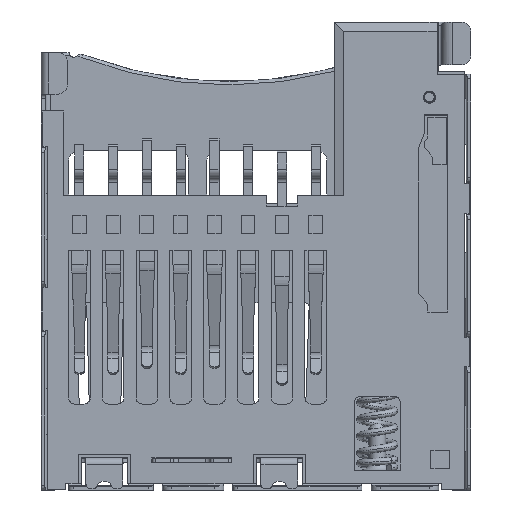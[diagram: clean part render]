
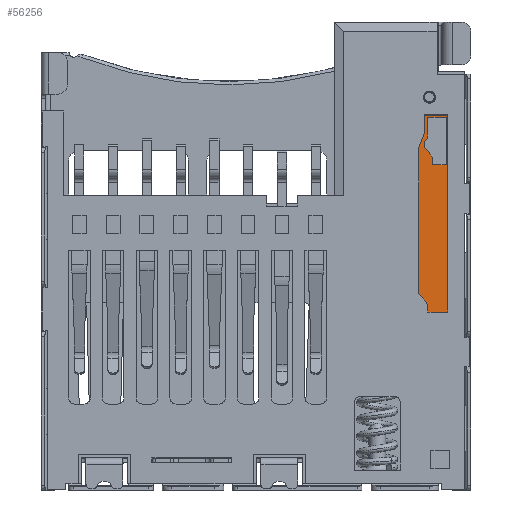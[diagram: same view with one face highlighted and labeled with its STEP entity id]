
A CAD part, front view. The second image highlights one B-rep face of the part: STEP entity #56256.
In plain terms, the highlighted planar face has unit normal (0, -1, 0).
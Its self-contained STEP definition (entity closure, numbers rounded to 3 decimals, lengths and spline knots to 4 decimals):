
#53497=CARTESIAN_POINT('',(6.5,0.,-0.92));
#53498=DIRECTION('',(0.,1.,0.));
#53499=DIRECTION('',(1.,0.,0.));
#53500=AXIS2_PLACEMENT_3D('',#53497,#53498,#53499);
#53505=DIRECTION('',(-1.,0.,0.));
#53506=VECTOR('',#53505,2.15);
#53507=CARTESIAN_POINT('',(6.5,0.,-1.12));
#53508=LINE('',#53507,#53506);
#53512=DIRECTION('',(-0.939,0.,-0.343));
#53513=VECTOR('',#53512,1.5438);
#53514=CARTESIAN_POINT('',(4.35,0.,-1.12));
#53515=LINE('',#53514,#53513);
#53519=DIRECTION('',(-1.,0.,0.));
#53520=VECTOR('',#53519,1.25);
#53521=CARTESIAN_POINT('',(2.9,0.,-1.65));
#53522=LINE('',#53521,#53520);
#53526=DIRECTION('',(-0.707,0.,0.707));
#53527=VECTOR('',#53526,0.8485);
#53528=CARTESIAN_POINT('',(1.45,0.,-3.25));
#53529=LINE('',#53528,#53527);
#53533=DIRECTION('',(0.,0.,1.));
#53534=VECTOR('',#53533,1.65);
#53535=CARTESIAN_POINT('',(0.,0.,-1.65));
#53536=LINE('',#53535,#53534);
#53540=DIRECTION('',(1.,0.,0.));
#53541=VECTOR('',#53540,3.85);
#53542=CARTESIAN_POINT('',(0.,0.,0.));
#53543=LINE('',#53542,#53541);
#53547=DIRECTION('',(0.972,0.,-0.233));
#53548=VECTOR('',#53547,0.5142);
#53549=CARTESIAN_POINT('',(3.85,0.,0.));
#53550=LINE('',#53549,#53548);
#53554=DIRECTION('',(1.,0.,0.));
#53555=VECTOR('',#53554,2.15);
#53556=CARTESIAN_POINT('',(4.35,0.,-0.12));
#53557=LINE('',#53556,#53555);
#53561=CARTESIAN_POINT('',(6.5,0.,-0.32));
#53562=DIRECTION('',(0.,1.,0.));
#53563=DIRECTION('',(0.,0.,1.));
#53564=AXIS2_PLACEMENT_3D('',#53561,#53562,#53563);
#53569=DIRECTION('',(0.,0.,-1.));
#53570=VECTOR('',#53569,0.6);
#53571=CARTESIAN_POINT('',(6.7,0.,-0.32));
#53572=LINE('',#53571,#53570);
#53576=DIRECTION('',(1.,0.,0.));
#53577=VECTOR('',#53576,0.65);
#53578=CARTESIAN_POINT('',(0.05,0.,-0.8));
#53579=LINE('',#53578,#53577);
#53583=DIRECTION('',(0.832,0.,-0.555));
#53584=VECTOR('',#53583,0.1803);
#53585=CARTESIAN_POINT('',(0.7,0.,-0.8));
#53586=LINE('',#53585,#53584);
#53590=DIRECTION('',(1.,0.,0.));
#53591=VECTOR('',#53590,0.2);
#53592=CARTESIAN_POINT('',(0.85,0.,-0.9));
#53593=LINE('',#53592,#53591);
#53597=DIRECTION('',(0.768,0.,0.64));
#53598=VECTOR('',#53597,0.3905);
#53599=CARTESIAN_POINT('',(1.05,0.,-0.9));
#53600=LINE('',#53599,#53598);
#53604=DIRECTION('',(1.,0.,0.));
#53605=VECTOR('',#53604,0.25);
#53606=CARTESIAN_POINT('',(1.35,0.,-0.65));
#53607=LINE('',#53606,#53605);
#53611=DIRECTION('',(0.,0.,1.));
#53612=VECTOR('',#53611,0.45);
#53613=CARTESIAN_POINT('',(1.6,0.,-0.65));
#53614=LINE('',#53613,#53612);
#53618=DIRECTION('',(-1.,0.,0.));
#53619=VECTOR('',#53618,1.55);
#53620=CARTESIAN_POINT('',(1.6,0.,-0.2));
#53621=LINE('',#53620,#53619);
#53625=DIRECTION('',(0.,0.,-1.));
#53626=VECTOR('',#53625,0.6);
#53627=CARTESIAN_POINT('',(0.05,0.,-0.2));
#53628=LINE('',#53627,#53626);
#54737=DIRECTION('',(0.,0.,-1.));
#54738=VECTOR('',#54737,1.);
#54739=CARTESIAN_POINT('',(0.,0.,-1.65));
#54740=LINE('',#54739,#54738);
#54758=DIRECTION('',(1.,0.,0.));
#54759=VECTOR('',#54758,0.85);
#54760=CARTESIAN_POINT('',(0.,0.,-2.65));
#54761=LINE('',#54760,#54759);
#55444=DIRECTION('',(1.,0.,0.));
#55445=VECTOR('',#55444,0.2);
#55446=CARTESIAN_POINT('',(1.45,0.,-3.25));
#55447=LINE('',#55446,#55445);
#55458=DIRECTION('',(0.,0.,1.));
#55459=VECTOR('',#55458,1.6);
#55460=CARTESIAN_POINT('',(1.65,0.,-3.25));
#55461=LINE('',#55460,#55459);
#55780=CARTESIAN_POINT('',(6.7,0.,-0.92));
#55781=CARTESIAN_POINT('',(6.5,0.,-1.12));
#55782=VERTEX_POINT('',#55780);
#55783=VERTEX_POINT('',#55781);
#55784=CARTESIAN_POINT('',(4.35,0.,-1.12));
#55785=VERTEX_POINT('',#55784);
#55786=CARTESIAN_POINT('',(2.9,0.,-1.65));
#55787=VERTEX_POINT('',#55786);
#55788=CARTESIAN_POINT('',(1.65,0.,-1.65));
#55789=VERTEX_POINT('',#55788);
#55790=CARTESIAN_POINT('',(1.65,0.,-3.25));
#55791=VERTEX_POINT('',#55790);
#55792=CARTESIAN_POINT('',(1.45,0.,-3.25));
#55793=VERTEX_POINT('',#55792);
#55794=CARTESIAN_POINT('',(0.85,0.,-2.65));
#55795=VERTEX_POINT('',#55794);
#55796=CARTESIAN_POINT('',(0.,0.,-2.65));
#55797=VERTEX_POINT('',#55796);
#55798=CARTESIAN_POINT('',(0.,0.,-1.65));
#55799=VERTEX_POINT('',#55798);
#55800=CARTESIAN_POINT('',(0.,0.,0.));
#55801=VERTEX_POINT('',#55800);
#55802=CARTESIAN_POINT('',(3.85,0.,0.));
#55803=VERTEX_POINT('',#55802);
#55804=CARTESIAN_POINT('',(4.35,0.,-0.12));
#55805=VERTEX_POINT('',#55804);
#55806=CARTESIAN_POINT('',(6.5,0.,-0.12));
#55807=VERTEX_POINT('',#55806);
#55808=CARTESIAN_POINT('',(6.7,0.,-0.32));
#55809=VERTEX_POINT('',#55808);
#55810=CARTESIAN_POINT('',(0.05,0.,-0.8));
#55811=CARTESIAN_POINT('',(0.7,0.,-0.8));
#55812=VERTEX_POINT('',#55810);
#55813=VERTEX_POINT('',#55811);
#55814=CARTESIAN_POINT('',(0.85,0.,-0.9));
#55815=VERTEX_POINT('',#55814);
#55816=CARTESIAN_POINT('',(1.05,0.,-0.9));
#55817=VERTEX_POINT('',#55816);
#55818=CARTESIAN_POINT('',(1.35,0.,-0.65));
#55819=VERTEX_POINT('',#55818);
#55820=CARTESIAN_POINT('',(1.6,0.,-0.65));
#55821=VERTEX_POINT('',#55820);
#55822=CARTESIAN_POINT('',(1.6,0.,-0.2));
#55823=VERTEX_POINT('',#55822);
#55824=CARTESIAN_POINT('',(0.05,0.,-0.2));
#55825=VERTEX_POINT('',#55824);
#56201=CARTESIAN_POINT('',(0.,0.,0.));
#56202=DIRECTION('',(0.,1.,0.));
#56203=DIRECTION('',(1.,0.,0.));
#56204=AXIS2_PLACEMENT_3D('',#56201,#56202,#56203);
#56205=PLANE('',#56204);
#56207=ORIENTED_EDGE('',*,*,#56206,.T.);
#56209=ORIENTED_EDGE('',*,*,#56208,.T.);
#56211=ORIENTED_EDGE('',*,*,#56210,.T.);
#56213=ORIENTED_EDGE('',*,*,#56212,.T.);
#56215=ORIENTED_EDGE('',*,*,#56214,.F.);
#56217=ORIENTED_EDGE('',*,*,#56216,.F.);
#56219=ORIENTED_EDGE('',*,*,#56218,.T.);
#56221=ORIENTED_EDGE('',*,*,#56220,.F.);
#56223=ORIENTED_EDGE('',*,*,#56222,.F.);
#56225=ORIENTED_EDGE('',*,*,#56224,.T.);
#56227=ORIENTED_EDGE('',*,*,#56226,.T.);
#56229=ORIENTED_EDGE('',*,*,#56228,.T.);
#56231=ORIENTED_EDGE('',*,*,#56230,.T.);
#56233=ORIENTED_EDGE('',*,*,#56232,.T.);
#56235=ORIENTED_EDGE('',*,*,#56234,.T.);
#56236=EDGE_LOOP('',(#56207,#56209,#56211,#56213,#56215,#56217,#56219,#56221,
#56223,#56225,#56227,#56229,#56231,#56233,#56235));
#56237=FACE_OUTER_BOUND('',#56236,.F.);
#56239=ORIENTED_EDGE('',*,*,#56238,.T.);
#56241=ORIENTED_EDGE('',*,*,#56240,.T.);
#56243=ORIENTED_EDGE('',*,*,#56242,.T.);
#56245=ORIENTED_EDGE('',*,*,#56244,.T.);
#56247=ORIENTED_EDGE('',*,*,#56246,.T.);
#56249=ORIENTED_EDGE('',*,*,#56248,.T.);
#56251=ORIENTED_EDGE('',*,*,#56250,.T.);
#56253=ORIENTED_EDGE('',*,*,#56252,.T.);
#56254=EDGE_LOOP('',(#56239,#56241,#56243,#56245,#56247,#56249,#56251,#56253));
#56255=FACE_BOUND('',#56254,.F.);
#53501=CIRCLE('',#53500,0.2);
#53565=CIRCLE('',#53564,0.2);
#56206=EDGE_CURVE('',#55782,#55783,#53501,.T.);
#56208=EDGE_CURVE('',#55783,#55785,#53508,.T.);
#56210=EDGE_CURVE('',#55785,#55787,#53515,.T.);
#56212=EDGE_CURVE('',#55787,#55789,#53522,.T.);
#56214=EDGE_CURVE('',#55791,#55789,#55461,.T.);
#56216=EDGE_CURVE('',#55793,#55791,#55447,.T.);
#56218=EDGE_CURVE('',#55793,#55795,#53529,.T.);
#56220=EDGE_CURVE('',#55797,#55795,#54761,.T.);
#56222=EDGE_CURVE('',#55799,#55797,#54740,.T.);
#56224=EDGE_CURVE('',#55799,#55801,#53536,.T.);
#56226=EDGE_CURVE('',#55801,#55803,#53543,.T.);
#56228=EDGE_CURVE('',#55803,#55805,#53550,.T.);
#56230=EDGE_CURVE('',#55805,#55807,#53557,.T.);
#56232=EDGE_CURVE('',#55807,#55809,#53565,.T.);
#56234=EDGE_CURVE('',#55809,#55782,#53572,.T.);
#56238=EDGE_CURVE('',#55812,#55813,#53579,.T.);
#56240=EDGE_CURVE('',#55813,#55815,#53586,.T.);
#56242=EDGE_CURVE('',#55815,#55817,#53593,.T.);
#56244=EDGE_CURVE('',#55817,#55819,#53600,.T.);
#56246=EDGE_CURVE('',#55819,#55821,#53607,.T.);
#56248=EDGE_CURVE('',#55821,#55823,#53614,.T.);
#56250=EDGE_CURVE('',#55823,#55825,#53621,.T.);
#56252=EDGE_CURVE('',#55825,#55812,#53628,.T.);
#56256=ADVANCED_FACE('',(#56237,#56255),#56205,.F.);
